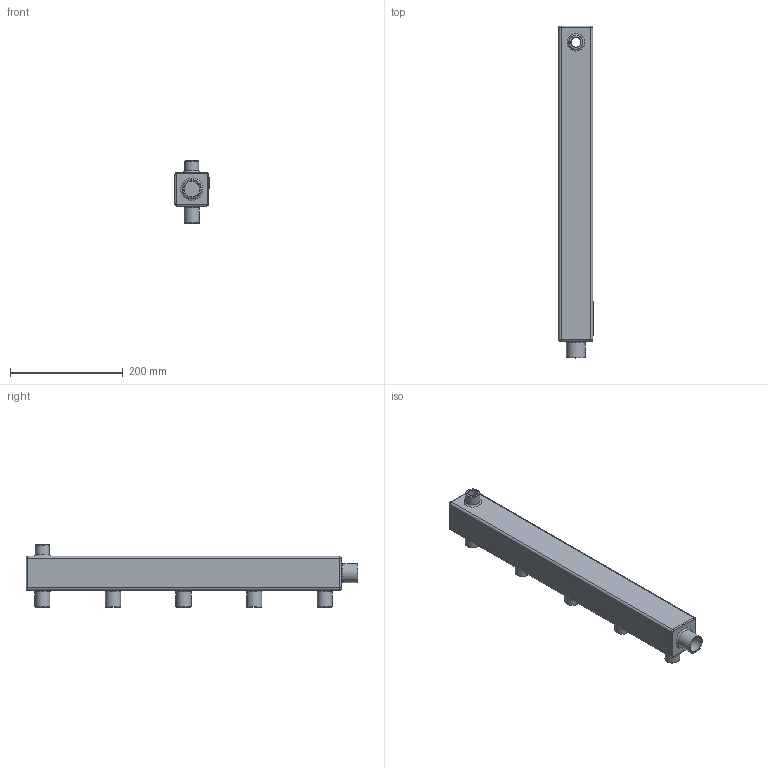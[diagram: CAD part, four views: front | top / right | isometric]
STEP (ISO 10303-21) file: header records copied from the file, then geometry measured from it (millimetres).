
FILE_DESCRIPTION(('STEP AP203'), '1');
FILE_NAME('DMSS-25-20x5.17', '', ('UNSPECIFIED'), ('UNSPECIFIED'), 'ASCON STEP Converter 1.6', 'ASCON Math Kernel', '');
FILE_SCHEMA(('CONFIG_CONTROL_DESIGN'));
Length unit declared in the file: millimetre
Bounding box: 60.55 x 588 x 110 mm (x, y, z)
Volume: 302823.1 mm3; surface area: 291526.5 mm2
Topology: 1 solids, 1 shells, 369 faces, 980 edges, 641 vertices
Faces by surface type: bspline 171, plane 114, cylinder 42, cone 27, torus 15
Full cylindrical faces by diameter (mm): 17.071 x1, 22 x5, 24 x1, 25 x6, 26.8 x5, 27.5 x1, 30 x1, 33.5 x1
Entity records: 18236 total; most frequent: CARTESIAN_POINT 7613, ORIENTED_EDGE 1850, DIRECTION 976, EDGE_CURVE 925, VERTEX_POINT 641, B_SPLINE_CURVE_WITH_KNOTS 484, EDGE_LOOP 464, FACE_BOUND 380
